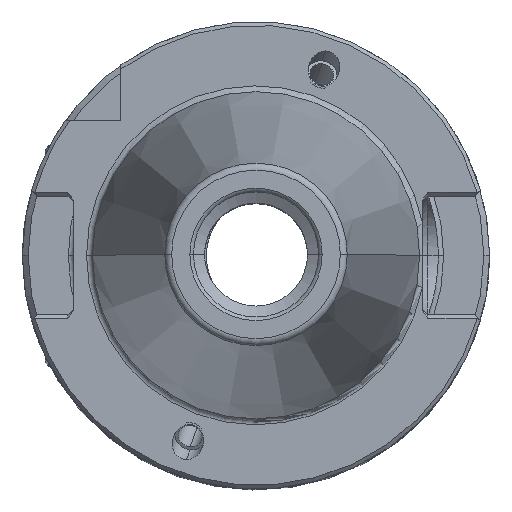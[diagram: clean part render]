
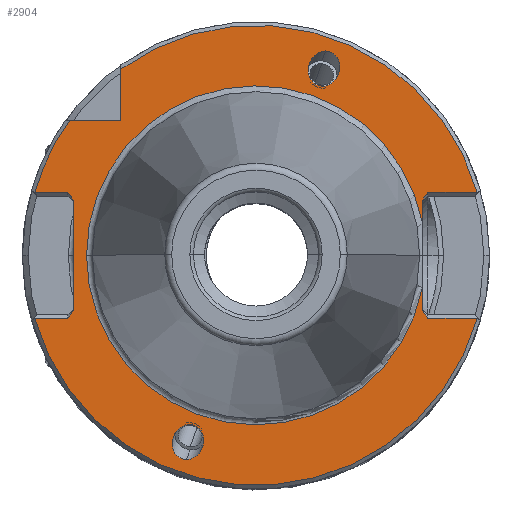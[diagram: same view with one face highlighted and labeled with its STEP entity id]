
A CAD part, top view. The second image highlights one B-rep face of the part: STEP entity #2904.
In plain terms, the highlighted planar face has unit normal (0, 0, 1).
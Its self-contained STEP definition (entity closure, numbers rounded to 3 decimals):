
#2024=EDGE_CURVE('NONE',#2666,#4456,#5786,.T.);
#2038=VERTEX_POINT('NONE',#5801);
#2090=VERTEX_POINT('NONE',#5858);
#2184=EDGE_CURVE('NONE',#3612,#4632,#5965,.T.);
#2452=EDGE_CURVE('NONE',#4188,#4678,#6261,.T.);
#2568=EDGE_CURVE('NONE',#4518,#4680,#6400,.T.);
#2666=VERTEX_POINT('NONE',#6506);
#2698=EDGE_CURVE('NONE',#4456,#2666,#6543,.T.);
#2860=EDGE_CURVE('NONE',#2038,#5468,#6727,.T.);
#2862=VERTEX_POINT('NONE',#6729);
#2904=ADVANCED_FACE('NONE',(#6775,#6776,#6777),#6778,.T.);
#3176=VERTEX_POINT('NONE',#7082);
#3324=EDGE_CURVE('NONE',#4188,#3554,#7248,.T.);
#3366=VERTEX_POINT('NONE',#7293);
#3554=VERTEX_POINT('NONE',#7502);
#3612=VERTEX_POINT('NONE',#7565);
#3624=EDGE_CURVE('NONE',#4278,#5468,#7578,.T.);
#3638=VERTEX_POINT('NONE',#7594);
#3760=EDGE_CURVE('NONE',#4624,#3176,#7726,.T.);
#3826=VERTEX_POINT('NONE',#7799);
#3866=EDGE_CURVE('NONE',#3612,#3826,#7840,.T.);
#4072=EDGE_CURVE('NONE',#3176,#4624,#8069,.T.);
#4188=VERTEX_POINT('NONE',#8199);
#4202=VERTEX_POINT('NONE',#8213);
#4254=EDGE_CURVE('NONE',#4278,#4944,#8270,.T.);
#4278=VERTEX_POINT('NONE',#8295);
#4356=EDGE_CURVE('NONE',#2090,#4202,#8380,.T.);
#4436=EDGE_CURVE('NONE',#3554,#5484,#8466,.T.);
#4456=VERTEX_POINT('NONE',#8486);
#4468=EDGE_CURVE('NONE',#5484,#3638,#8500,.T.);
#4518=VERTEX_POINT('NONE',#8556);
#4620=EDGE_CURVE('NONE',#2038,#2862,#8664,.T.);
#4624=VERTEX_POINT('NONE',#8668);
#4632=VERTEX_POINT('NONE',#8677);
#4678=VERTEX_POINT('NONE',#8730);
#4680=VERTEX_POINT('NONE',#8732);
#4772=EDGE_CURVE('NONE',#2090,#3826,#8832,.T.);
#4920=EDGE_CURVE('NONE',#3638,#3366,#9001,.T.);
#4944=VERTEX_POINT('NONE',#9028);
#5078=EDGE_CURVE('NONE',#4680,#4944,#9180,.T.);
#5352=EDGE_CURVE('NONE',#3366,#4518,#9488,.T.);
#5468=VERTEX_POINT('NONE',#9619);
#5478=EDGE_CURVE('NONE',#4678,#4202,#9630,.T.);
#5484=VERTEX_POINT('NONE',#9636);
#5506=EDGE_CURVE('NONE',#2862,#4632,#9659,.T.);
#5786=(B_SPLINE_CURVE(3,(#10059,#10060,#10061,#10062),.UNSPECIFIED.,.F.,.F.)B_SPLINE_CURVE_WITH_KNOTS((4,4),(2.836,5.978),.UNSPECIFIED.)RATIONAL_B_SPLINE_CURVE((1.0,0.333,0.333,1.0))BOUNDED_CURVE()REPRESENTATION_ITEM('')GEOMETRIC_REPRESENTATION_ITEM()CURVE());
#5801=CARTESIAN_POINT('',(22.6,-4.403,-3.2));
#5858=CARTESIAN_POINT('',(30.058,8.55,-3.2));
#5965=LINE('',#10354,#10355);
#6261=LINE('',#10962,#10963);
#6400=LINE('',#11281,#11282);
#6506=CARTESIAN_POINT('',(-9.037,-22.983,-3.2));
#6543=(B_SPLINE_CURVE(3,(#11560,#11561,#11562,#11563),.UNSPECIFIED.,.F.,.F.)B_SPLINE_CURVE_WITH_KNOTS((4,4),(5.978,9.119),.UNSPECIFIED.)RATIONAL_B_SPLINE_CURVE((1.0,0.333,0.333,1.0))BOUNDED_CURVE()REPRESENTATION_ITEM('')GEOMETRIC_REPRESENTATION_ITEM()CURVE());
#6727=LINE('',#11981,#11982);
#6729=CARTESIAN_POINT('',(-23.025,0.0,-3.2));
#6775=FACE_OUTER_BOUND('',#12132,.T.);
#6776=FACE_BOUND('',#12133,.T.);
#6777=FACE_BOUND('',#12134,.T.);
#6778=PLANE('',#12135);
#7082=CARTESIAN_POINT('',(9.432,27.761,-3.2));
#7248=CIRCLE('',#13049,31.25);
#7293=CARTESIAN_POINT('',(-24.8,-7.489,-3.2));
#7502=CARTESIAN_POINT('',(-30.058,8.55,-3.2));
#7565=CARTESIAN_POINT('',(22.6,7.489,-3.2));
#7578=LINE('',#13691,#13692);
#7594=CARTESIAN_POINT('',(-24.8,7.489,-3.2));
#7726=(B_SPLINE_CURVE(3,(#13987,#13988,#13989,#13990),.UNSPECIFIED.,.F.,.F.)B_SPLINE_CURVE_WITH_KNOTS((4,4),(2.836,5.978),.UNSPECIFIED.)RATIONAL_B_SPLINE_CURVE((1.0,0.333,0.333,1.0))BOUNDED_CURVE()REPRESENTATION_ITEM('')GEOMETRIC_REPRESENTATION_ITEM()CURVE());
#7799=CARTESIAN_POINT('',(23.35,8.55,-3.2));
#7840=LINE('',#14188,#14189);
#8069=(B_SPLINE_CURVE(3,(#14575,#14576,#14577,#14578),.UNSPECIFIED.,.F.,.F.)B_SPLINE_CURVE_WITH_KNOTS((4,4),(5.978,9.119),.UNSPECIFIED.)RATIONAL_B_SPLINE_CURVE((1.0,0.333,0.333,1.0))BOUNDED_CURVE()REPRESENTATION_ITEM('')GEOMETRIC_REPRESENTATION_ITEM()CURVE());
#8199=CARTESIAN_POINT('',(-25.295,18.35,-3.2));
#8213=CARTESIAN_POINT('',(-18.35,25.295,-3.2));
#8270=LINE('',#14873,#14874);
#8295=CARTESIAN_POINT('',(23.35,-8.55,-3.2));
#8380=CIRCLE('',#15086,31.25);
#8466=LINE('',#15248,#15249);
#8486=CARTESIAN_POINT('',(-9.432,-27.761,-3.2));
#8500=LINE('',#15306,#15307);
#8556=CARTESIAN_POINT('',(-25.55,-8.55,-3.2));
#8664=CIRCLE('',#15590,23.025);
#8668=CARTESIAN_POINT('',(9.037,22.983,-3.2));
#8677=CARTESIAN_POINT('',(22.6,4.403,-3.2));
#8730=CARTESIAN_POINT('',(-18.35,18.35,-3.2));
#8732=CARTESIAN_POINT('',(-30.058,-8.55,-3.2));
#8832=LINE('',#15937,#15938);
#9001=LINE('',#16247,#16248);
#9028=CARTESIAN_POINT('',(30.058,-8.55,-3.2));
#9180=CIRCLE('',#16542,31.25);
#9488=LINE('',#17044,#17045);
#9619=CARTESIAN_POINT('',(22.6,-7.489,-3.2));
#9630=LINE('',#17309,#17310);
#9636=CARTESIAN_POINT('',(-25.55,8.55,-3.2));
#9659=CIRCLE('',#17396,23.025);
#10059=CARTESIAN_POINT('',(-9.037,-22.983,-3.2));
#10060=CARTESIAN_POINT('',(-4.774,-22.983,-3.2));
#10061=CARTESIAN_POINT('',(-5.169,-27.761,-3.2));
#10062=CARTESIAN_POINT('',(-9.432,-27.761,-3.2));
#10354=CARTESIAN_POINT('',(22.6,-52.225,-3.2));
#10355=VECTOR('',#17971,1000.0);
#10962=CARTESIAN_POINT('',(-38.35,18.35,-3.2));
#10963=VECTOR('',#18283,1000.0);
#11281=CARTESIAN_POINT('',(0.0,-8.55,-3.2));
#11282=VECTOR('',#18497,1000.0);
#11560=CARTESIAN_POINT('',(-9.432,-27.761,-3.2));
#11561=CARTESIAN_POINT('',(-13.695,-27.761,-3.2));
#11562=CARTESIAN_POINT('',(-13.3,-22.983,-3.2));
#11563=CARTESIAN_POINT('',(-9.037,-22.983,-3.2));
#11981=CARTESIAN_POINT('',(22.6,-52.225,-3.2));
#11982=VECTOR('',#18854,1000.0);
#12132=EDGE_LOOP('',(#18895,#18896,#18897,#18898,#18899,#18900,#18901,#18902,#18903,#18904,#18905,#18906,#18907,#18908,#18909,#18910,#18911,#18912));
#12133=EDGE_LOOP('',(#18913,#18914));
#12134=EDGE_LOOP('',(#18915,#18916));
#12135=AXIS2_PLACEMENT_3D('',#18917,#18918,#18919);
#13049=AXIS2_PLACEMENT_3D('',#19440,#19441,#19442);
#13691=CARTESIAN_POINT('',(23.114,-8.217,-3.2));
#13692=VECTOR('',#19809,1000.0);
#13987=CARTESIAN_POINT('',(9.037,22.983,-3.2));
#13988=CARTESIAN_POINT('',(4.774,22.983,-3.2));
#13989=CARTESIAN_POINT('',(5.169,27.761,-3.2));
#13990=CARTESIAN_POINT('',(9.432,27.761,-3.2));
#14188=CARTESIAN_POINT('',(23.114,8.217,-3.2));
#14189=VECTOR('',#20059,1000.0);
#14575=CARTESIAN_POINT('',(9.432,27.761,-3.2));
#14576=CARTESIAN_POINT('',(13.695,27.761,-3.2));
#14577=CARTESIAN_POINT('',(13.3,22.983,-3.2));
#14578=CARTESIAN_POINT('',(9.037,22.983,-3.2));
#14873=CARTESIAN_POINT('',(0.0,-8.55,-3.2));
#14874=VECTOR('',#20575,1000.0);
#15086=AXIS2_PLACEMENT_3D('',#20673,#20674,#20675);
#15248=CARTESIAN_POINT('',(0.0,8.55,-3.2));
#15249=VECTOR('',#20747,1000.0);
#15306=CARTESIAN_POINT('',(-19.157,-0.49,-3.2));
#15307=VECTOR('',#20773,1000.0);
#15590=AXIS2_PLACEMENT_3D('',#20931,#20932,#20933);
#15937=CARTESIAN_POINT('',(0.0,8.55,-3.2));
#15938=VECTOR('',#21111,1000.0);
#16247=CARTESIAN_POINT('',(-24.8,-52.225,-3.2));
#16248=VECTOR('',#21335,1000.0);
#16542=AXIS2_PLACEMENT_3D('',#21557,#21558,#21559);
#17044=CARTESIAN_POINT('',(-19.157,0.49,-3.2));
#17045=VECTOR('',#21959,1000.0);
#17309=CARTESIAN_POINT('',(-18.35,18.35,-3.2));
#17310=VECTOR('',#22119,1000.0);
#17396=AXIS2_PLACEMENT_3D('',#22135,#22136,#22137);
#17971=DIRECTION('',(0.0,-1.0,0.0));
#18283=DIRECTION('',(1.0,0.,0.0));
#18497=DIRECTION('',(-1.0,0.0,0.0));
#18854=DIRECTION('',(0.0,-1.0,0.0));
#18895=ORIENTED_EDGE('',*,*,#2568,.T.);
#18896=ORIENTED_EDGE('',*,*,#5078,.T.);
#18897=ORIENTED_EDGE('',*,*,#4254,.F.);
#18898=ORIENTED_EDGE('',*,*,#3624,.T.);
#18899=ORIENTED_EDGE('',*,*,#2860,.F.);
#18900=ORIENTED_EDGE('',*,*,#4620,.T.);
#18901=ORIENTED_EDGE('',*,*,#5506,.T.);
#18902=ORIENTED_EDGE('',*,*,#2184,.F.);
#18903=ORIENTED_EDGE('',*,*,#3866,.T.);
#18904=ORIENTED_EDGE('',*,*,#4772,.F.);
#18905=ORIENTED_EDGE('',*,*,#4356,.T.);
#18906=ORIENTED_EDGE('',*,*,#5478,.F.);
#18907=ORIENTED_EDGE('',*,*,#2452,.F.);
#18908=ORIENTED_EDGE('',*,*,#3324,.T.);
#18909=ORIENTED_EDGE('',*,*,#4436,.T.);
#18910=ORIENTED_EDGE('',*,*,#4468,.T.);
#18911=ORIENTED_EDGE('',*,*,#4920,.T.);
#18912=ORIENTED_EDGE('',*,*,#5352,.T.);
#18913=ORIENTED_EDGE('',*,*,#2024,.T.);
#18914=ORIENTED_EDGE('',*,*,#2698,.T.);
#18915=ORIENTED_EDGE('',*,*,#3760,.T.);
#18916=ORIENTED_EDGE('',*,*,#4072,.T.);
#18917=CARTESIAN_POINT('',(0.0,-52.225,-3.2));
#18918=DIRECTION('',(0.0,0.0,1.0));
#18919=DIRECTION('',(-1.0,0.0,0.0));
#19440=CARTESIAN_POINT('',(0.0,0.0,-3.2));
#19441=DIRECTION('',(0.0,0.0,1.0));
#19442=DIRECTION('',(-1.0,0.0,0.0));
#19809=DIRECTION('',(-0.577,0.816,0.0));
#20059=DIRECTION('',(0.577,0.816,0.0));
#20575=DIRECTION('',(1.0,0.0,0.0));
#20673=CARTESIAN_POINT('',(0.0,0.0,-3.2));
#20674=DIRECTION('',(0.0,0.0,1.0));
#20675=DIRECTION('',(-1.0,0.0,0.0));
#20747=DIRECTION('',(1.0,0.0,0.0));
#20773=DIRECTION('',(0.577,-0.816,-0.0));
#20931=CARTESIAN_POINT('',(0.0,0.0,-3.2));
#20932=DIRECTION('',(0.0,0.0,-1.0));
#20933=DIRECTION('',(-1.0,0.0,0.0));
#21111=DIRECTION('',(-1.0,0.0,0.0));
#21335=DIRECTION('',(0.0,-1.0,0.0));
#21557=CARTESIAN_POINT('',(0.0,0.0,-3.2));
#21558=DIRECTION('',(0.0,0.0,1.0));
#21559=DIRECTION('',(-1.0,0.0,0.0));
#21959=DIRECTION('',(-0.577,-0.816,0.0));
#22119=DIRECTION('',(0.,1.0,0.0));
#22135=CARTESIAN_POINT('',(0.0,0.0,-3.2));
#22136=DIRECTION('',(0.0,0.0,-1.0));
#22137=DIRECTION('',(-1.0,0.0,0.0));
